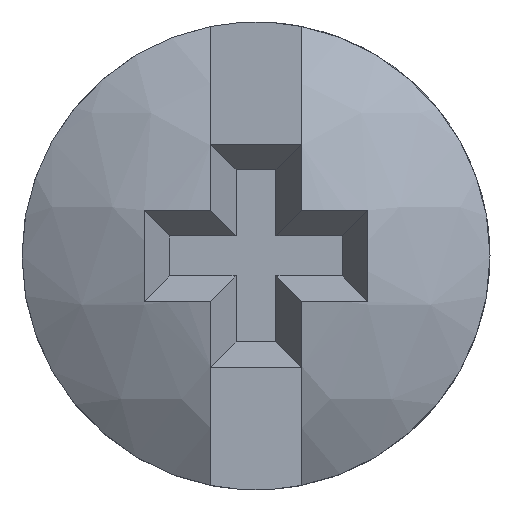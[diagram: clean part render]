
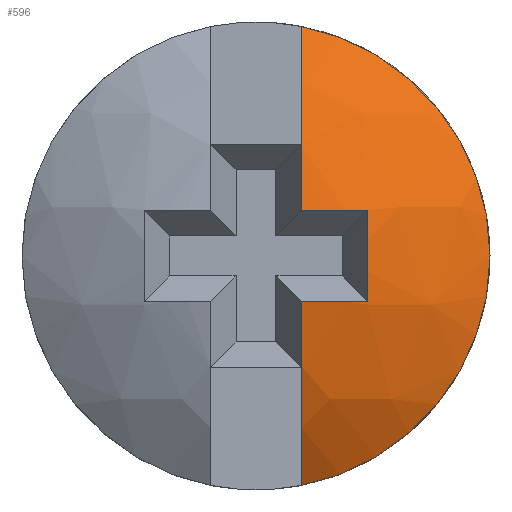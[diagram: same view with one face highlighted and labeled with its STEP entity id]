
A CAD part, left-side view. The second image highlights one B-rep face of the part: STEP entity #596.
In plain terms, the highlighted spherical face has radius 9.633 mm.
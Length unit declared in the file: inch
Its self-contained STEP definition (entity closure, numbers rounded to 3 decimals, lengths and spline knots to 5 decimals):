
#174=FACE_OUTER_BOUND('',#213,.T.);
#213=EDGE_LOOP('',(#428,#429,#430,#431,#432,#433));
#256=CIRCLE('',#647,0.36457);
#257=CIRCLE('',#648,0.37684);
#258=CIRCLE('',#649,0.37684);
#259=CIRCLE('',#650,0.21875);
#260=CIRCLE('',#651,0.37684);
#261=CIRCLE('',#652,0.37684);
#277=VERTEX_POINT('',#864);
#278=VERTEX_POINT('',#865);
#279=VERTEX_POINT('',#867);
#280=VERTEX_POINT('',#869);
#281=VERTEX_POINT('',#871);
#282=VERTEX_POINT('',#873);
#336=EDGE_CURVE('',#277,#278,#256,.T.);
#337=EDGE_CURVE('',#279,#277,#257,.T.);
#338=EDGE_CURVE('',#279,#280,#258,.T.);
#339=EDGE_CURVE('',#280,#281,#259,.T.);
#340=EDGE_CURVE('',#281,#282,#260,.T.);
#341=EDGE_CURVE('',#278,#282,#261,.T.);
#428=ORIENTED_EDGE('',*,*,#336,.F.);
#429=ORIENTED_EDGE('',*,*,#337,.F.);
#430=ORIENTED_EDGE('',*,*,#338,.T.);
#431=ORIENTED_EDGE('',*,*,#339,.T.);
#432=ORIENTED_EDGE('',*,*,#340,.T.);
#433=ORIENTED_EDGE('',*,*,#341,.F.);
#594=SPHERICAL_SURFACE('',#646,0.37925);
#596=ADVANCED_FACE('',(#174),#594,.F.);
#646=AXIS2_PLACEMENT_3D('',#863,#703,#704);
#647=AXIS2_PLACEMENT_3D('',#866,#705,#706);
#648=AXIS2_PLACEMENT_3D('',#868,#707,#708);
#649=AXIS2_PLACEMENT_3D('',#870,#709,#710);
#650=AXIS2_PLACEMENT_3D('',#872,#711,#712);
#651=AXIS2_PLACEMENT_3D('',#874,#713,#714);
#652=AXIS2_PLACEMENT_3D('',#875,#715,#716);
#703=DIRECTION('center_axis',(0.,0.,1.));
#704=DIRECTION('ref_axis',(0.,1.,0.));
#705=DIRECTION('center_axis',(0.,-1.,0.));
#706=DIRECTION('ref_axis',(-0.993,0.,0.117));
#707=DIRECTION('center_axis',(0.,0.,1.));
#708=DIRECTION('ref_axis',(-0.994,-0.113,0.));
#709=DIRECTION('center_axis',(0.,1.,0.));
#710=DIRECTION('ref_axis',(-0.994,0.,0.113));
#711=DIRECTION('center_axis',(1.,0.,0.));
#712=DIRECTION('ref_axis',(0.,-1.,0.));
#713=DIRECTION('center_axis',(0.,1.,0.));
#714=DIRECTION('ref_axis',(-0.822,0.,-0.569));
#715=DIRECTION('center_axis',(0.,0.,-1.));
#716=DIRECTION('ref_axis',(-0.961,-0.277,0.));
#863=CARTESIAN_POINT('Origin',(-0.99575,0.,0.));
#864=CARTESIAN_POINT('',(-1.3578,-0.1045,0.04275));
#865=CARTESIAN_POINT('',(-1.3578,-0.1045,-0.04275));
#866=CARTESIAN_POINT('Origin',(-0.99575,-0.1045,0.));
#867=CARTESIAN_POINT('',(-1.37015,-0.04275,0.04275));
#868=CARTESIAN_POINT('Origin',(-0.99575,0.,0.04275));
#869=CARTESIAN_POINT('',(-1.30556,-0.04275,0.21453));
#870=CARTESIAN_POINT('Origin',(-0.99575,-0.04275,0.));
#871=CARTESIAN_POINT('',(-1.30556,-0.04275,-0.21453));
#872=CARTESIAN_POINT('Origin',(-1.30556,0.,0.));
#873=CARTESIAN_POINT('',(-1.37015,-0.04275,-0.04275));
#874=CARTESIAN_POINT('Origin',(-0.99575,-0.04275,0.));
#875=CARTESIAN_POINT('Origin',(-0.99575,0.,-0.04275));
